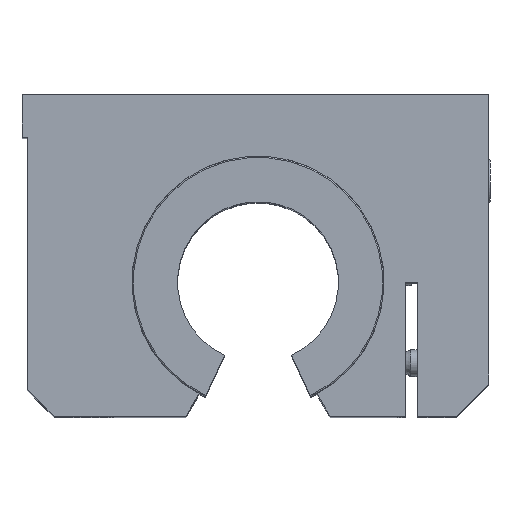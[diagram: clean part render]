
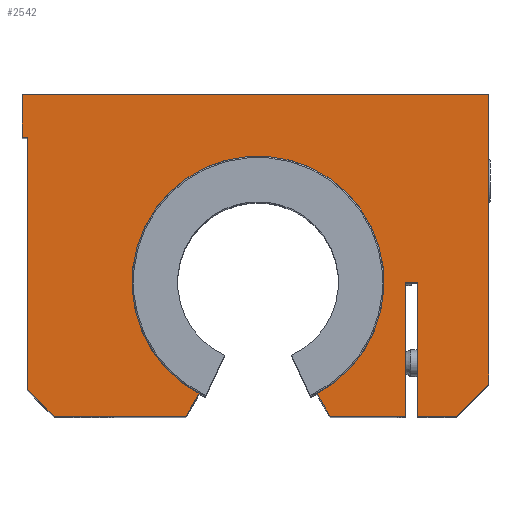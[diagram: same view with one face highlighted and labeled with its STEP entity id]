
A CAD part, top view. The second image highlights one B-rep face of the part: STEP entity #2542.
In plain terms, the highlighted planar face has unit normal (0, 0, 1).
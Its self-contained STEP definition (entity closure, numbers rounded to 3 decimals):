
#175=CIRCLE('',#2804,23.5);
#292=FACE_OUTER_BOUND('',#446,.T.);
#446=EDGE_LOOP('',(#1923,#1924,#1925,#1926,#1927,#1928,#1929,#1930,#1931,
#1932,#1933,#1934,#1935,#1936,#1937,#1938));
#619=LINE('',#3950,#865);
#653=LINE('',#4082,#899);
#654=LINE('',#4084,#900);
#655=LINE('',#4086,#901);
#656=LINE('',#4088,#902);
#657=LINE('',#4090,#903);
#658=LINE('',#4092,#904);
#659=LINE('',#4094,#905);
#660=LINE('',#4096,#906);
#661=LINE('',#4100,#907);
#662=LINE('',#4101,#908);
#663=LINE('',#4103,#909);
#664=LINE('',#4105,#910);
#665=LINE('',#4107,#911);
#666=LINE('',#4108,#912);
#865=VECTOR('',#3187,10.);
#899=VECTOR('',#3275,10.);
#900=VECTOR('',#3276,10.);
#901=VECTOR('',#3277,10.);
#902=VECTOR('',#3278,10.);
#903=VECTOR('',#3279,10.);
#904=VECTOR('',#3280,10.);
#905=VECTOR('',#3281,10.);
#906=VECTOR('',#3282,10.);
#907=VECTOR('',#3285,10.);
#908=VECTOR('',#3286,10.);
#909=VECTOR('',#3287,10.);
#910=VECTOR('',#3288,10.);
#911=VECTOR('',#3289,10.);
#912=VECTOR('',#3290,10.);
#1121=VERTEX_POINT('',#3947);
#1122=VERTEX_POINT('',#3949);
#1156=VERTEX_POINT('',#4080);
#1157=VERTEX_POINT('',#4081);
#1158=VERTEX_POINT('',#4083);
#1159=VERTEX_POINT('',#4085);
#1160=VERTEX_POINT('',#4087);
#1161=VERTEX_POINT('',#4089);
#1162=VERTEX_POINT('',#4091);
#1163=VERTEX_POINT('',#4093);
#1164=VERTEX_POINT('',#4095);
#1165=VERTEX_POINT('',#4097);
#1166=VERTEX_POINT('',#4099);
#1167=VERTEX_POINT('',#4102);
#1168=VERTEX_POINT('',#4104);
#1169=VERTEX_POINT('',#4106);
#1397=EDGE_CURVE('',#1121,#1122,#619,.T.);
#1444=EDGE_CURVE('',#1156,#1157,#653,.T.);
#1445=EDGE_CURVE('',#1158,#1156,#654,.T.);
#1446=EDGE_CURVE('',#1158,#1159,#655,.T.);
#1447=EDGE_CURVE('',#1160,#1159,#656,.T.);
#1448=EDGE_CURVE('',#1161,#1160,#657,.T.);
#1449=EDGE_CURVE('',#1162,#1161,#658,.T.);
#1450=EDGE_CURVE('',#1163,#1162,#659,.T.);
#1451=EDGE_CURVE('',#1164,#1163,#660,.T.);
#1452=EDGE_CURVE('',#1165,#1164,#175,.T.);
#1453=EDGE_CURVE('',#1166,#1165,#661,.T.);
#1454=EDGE_CURVE('',#1122,#1166,#662,.T.);
#1455=EDGE_CURVE('',#1167,#1121,#663,.T.);
#1456=EDGE_CURVE('',#1168,#1167,#664,.T.);
#1457=EDGE_CURVE('',#1169,#1168,#665,.T.);
#1458=EDGE_CURVE('',#1157,#1169,#666,.T.);
#1923=ORIENTED_EDGE('',*,*,#1444,.F.);
#1924=ORIENTED_EDGE('',*,*,#1445,.F.);
#1925=ORIENTED_EDGE('',*,*,#1446,.T.);
#1926=ORIENTED_EDGE('',*,*,#1447,.F.);
#1927=ORIENTED_EDGE('',*,*,#1448,.F.);
#1928=ORIENTED_EDGE('',*,*,#1449,.F.);
#1929=ORIENTED_EDGE('',*,*,#1450,.F.);
#1930=ORIENTED_EDGE('',*,*,#1451,.F.);
#1931=ORIENTED_EDGE('',*,*,#1452,.F.);
#1932=ORIENTED_EDGE('',*,*,#1453,.F.);
#1933=ORIENTED_EDGE('',*,*,#1454,.F.);
#1934=ORIENTED_EDGE('',*,*,#1397,.F.);
#1935=ORIENTED_EDGE('',*,*,#1455,.F.);
#1936=ORIENTED_EDGE('',*,*,#1456,.F.);
#1937=ORIENTED_EDGE('',*,*,#1457,.F.);
#1938=ORIENTED_EDGE('',*,*,#1458,.F.);
#2432=PLANE('',#2803);
#2542=ADVANCED_FACE('',(#292),#2432,.T.);
#2803=AXIS2_PLACEMENT_3D('',#4079,#3273,#3274);
#2804=AXIS2_PLACEMENT_3D('',#4098,#3283,#3284);
#3187=DIRECTION('',(0.,-1.,0.));
#3273=DIRECTION('center_axis',(0.,0.,1.));
#3274=DIRECTION('ref_axis',(1.,0.,0.));
#3275=DIRECTION('',(0.,-1.,0.));
#3276=DIRECTION('',(1.,0.,0.));
#3277=DIRECTION('',(0.,-1.,0.));
#3278=DIRECTION('',(-1.,0.,0.));
#3279=DIRECTION('',(0.,1.,0.));
#3280=DIRECTION('',(-0.707,0.707,0.));
#3281=DIRECTION('',(-1.,0.,0.));
#3282=DIRECTION('',(-0.5,-0.866,0.));
#3283=DIRECTION('center_axis',(0.,0.,1.));
#3284=DIRECTION('ref_axis',(0.468,-0.884,0.));
#3285=DIRECTION('',(-0.5,0.866,0.));
#3286=DIRECTION('',(-1.,0.,0.));
#3287=DIRECTION('',(-1.,0.,0.));
#3288=DIRECTION('',(0.,1.,0.));
#3289=DIRECTION('',(-1.,0.,0.));
#3290=DIRECTION('',(-0.707,-0.707,0.));
#3947=CARTESIAN_POINT('',(27.5,-5.,76.));
#3949=CARTESIAN_POINT('',(27.5,-30.,76.));
#3950=CARTESIAN_POINT('',(27.5,-5.,76.));
#4079=CARTESIAN_POINT('Origin',(3.162,-1.087,76.));
#4080=CARTESIAN_POINT('',(43.,30.,76.));
#4081=CARTESIAN_POINT('',(43.,-24.,76.));
#4082=CARTESIAN_POINT('',(43.,30.,76.));
#4083=CARTESIAN_POINT('',(-44.,30.,76.));
#4084=CARTESIAN_POINT('',(-43.,30.,76.));
#4085=CARTESIAN_POINT('',(-44.,22.,76.));
#4086=CARTESIAN_POINT('',(-44.,-25.,76.));
#4087=CARTESIAN_POINT('',(-43.,22.,76.));
#4088=CARTESIAN_POINT('',(-43.,22.,76.));
#4089=CARTESIAN_POINT('',(-43.,-25.,76.));
#4090=CARTESIAN_POINT('',(-43.,-25.,76.));
#4091=CARTESIAN_POINT('',(-38.,-30.,76.));
#4092=CARTESIAN_POINT('',(-38.,-30.,76.));
#4093=CARTESIAN_POINT('',(-13.444,-30.,76.));
#4094=CARTESIAN_POINT('',(-13.444,-30.,76.));
#4095=CARTESIAN_POINT('',(-11.,-25.767,76.));
#4096=CARTESIAN_POINT('',(-11.,-25.767,76.));
#4097=CARTESIAN_POINT('',(11.,-25.767,76.));
#4098=CARTESIAN_POINT('Origin',(0.,-5.,76.));
#4099=CARTESIAN_POINT('',(13.444,-30.,76.));
#4100=CARTESIAN_POINT('',(13.444,-30.,76.));
#4101=CARTESIAN_POINT('',(27.5,-30.,76.));
#4102=CARTESIAN_POINT('',(29.65,-5.,76.));
#4103=CARTESIAN_POINT('',(29.65,-5.,76.));
#4104=CARTESIAN_POINT('',(29.65,-30.,76.));
#4105=CARTESIAN_POINT('',(29.65,-30.,76.));
#4106=CARTESIAN_POINT('',(37.,-30.,76.));
#4107=CARTESIAN_POINT('',(37.,-30.,76.));
#4108=CARTESIAN_POINT('',(43.,-24.,76.));
